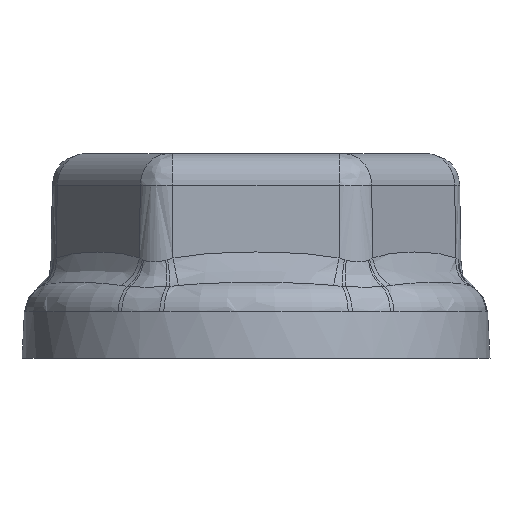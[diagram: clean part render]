
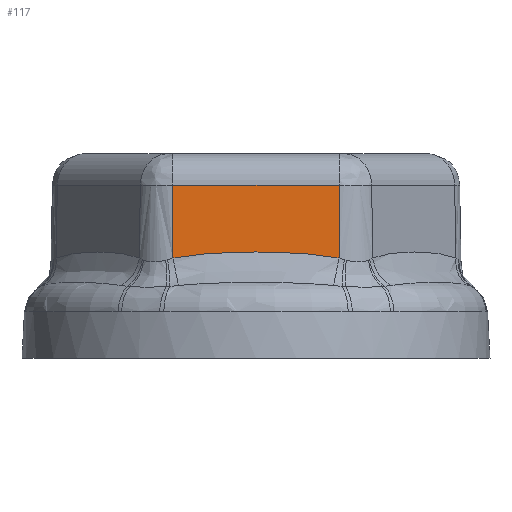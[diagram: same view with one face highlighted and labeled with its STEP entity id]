
A CAD part, left-side view. The second image highlights one B-rep face of the part: STEP entity #117.
In plain terms, the highlighted planar face has unit normal (-1, 0, 0.018).
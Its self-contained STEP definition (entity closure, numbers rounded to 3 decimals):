
#117 = ADVANCED_FACE( '', ( #292 ), #293, .T. );
#292 = FACE_OUTER_BOUND( '', #1722, .T. );
#293 = PLANE( '', #1723 );
#1722 = EDGE_LOOP( '', ( #5408, #5409, #5410, #5411 ) );
#1723 = AXIS2_PLACEMENT_3D( '', #5412, #5413, #5414 );
#5408 = ORIENTED_EDGE( '', *, *, #6007, .T. );
#5409 = ORIENTED_EDGE( '', *, *, #6008, .T. );
#5410 = ORIENTED_EDGE( '', *, *, #5896, .F. );
#5411 = ORIENTED_EDGE( '', *, *, #6009, .T. );
#5412 = CARTESIAN_POINT( '', ( -11.5, -5.196, 2.8 ) );
#5413 = DIRECTION( '', ( -1., 0., 0.017 ) );
#5414 = DIRECTION( '', ( 0.017, 0., 1. ) );
#5896 = EDGE_CURVE( '', #6207, #6209, #6210, .T. );
#6007 = EDGE_CURVE( '', #6388, #6389, #6390, .T. );
#6008 = EDGE_CURVE( '', #6389, #6209, #6391, .T. );
#6009 = EDGE_CURVE( '', #6207, #6388, #6392, .T. );
#6207 = VERTEX_POINT( '', #6711 );
#6209 = VERTEX_POINT( '', #6753 );
#6210 = LINE( '', #6754, #6755 );
#6388 = VERTEX_POINT( '', #7261 );
#6389 = VERTEX_POINT( '', #7262 );
#6390 = LINE( '', #7263, #7264 );
#6391 = B_SPLINE_CURVE_WITH_KNOTS( '', 3, ( #7265, #7266, #7267, #7268, #7269, #7270, #7271, #7272, #7273, #7274, #7275, #7276, #7277, #7278, #7279, #7280, #7281, #7282, #7283, #7284, #7285, #7286, #7287, #7288, #7289, #7290, #7291, #7292, #7293 ), .UNSPECIFIED., .F., .F., ( 4, 2, 2, 2, 1, 1, 1, 1, 2, 2, 2, 1, 1, 1, 2, 2, 2, 4 ), ( 0.001, 0.001, 0.002, 0.003, 0.003, 0.004, 0.005, 0.005, 0.006, 0.006, 0.007, 0.007, 0.008, 0.008, 0.009, 0.01, 0.01, 0.011 ), .UNSPECIFIED. );
#6392 = LINE( '', #7294, #7295 );
#6711 = CARTESIAN_POINT( '', ( -11.36, -5.196, 10.835 ) );
#6753 = CARTESIAN_POINT( '', ( -11.439, -5.196, 6.279 ) );
#6754 = CARTESIAN_POINT( '', ( -11.5, -5.196, 2.8 ) );
#6755 = VECTOR( '', #8856, 1000. );
#7261 = CARTESIAN_POINT( '', ( -11.36, 5.196, 10.835 ) );
#7262 = CARTESIAN_POINT( '', ( -11.439, 5.196, 6.279 ) );
#7263 = CARTESIAN_POINT( '', ( -11.5, 5.196, 2.8 ) );
#7264 = VECTOR( '', #9058, 1000. );
#7265 = CARTESIAN_POINT( '', ( -11.439, 5.196, 6.279 ) );
#7266 = CARTESIAN_POINT( '', ( -11.439, 4.982, 6.321 ) );
#7267 = CARTESIAN_POINT( '', ( -11.438, 4.767, 6.358 ) );
#7268 = CARTESIAN_POINT( '', ( -11.437, 4.337, 6.423 ) );
#7269 = CARTESIAN_POINT( '', ( -11.436, 4.122, 6.451 ) );
#7270 = CARTESIAN_POINT( '', ( -11.435, 3.69, 6.5 ) );
#7271 = CARTESIAN_POINT( '', ( -11.435, 3.474, 6.521 ) );
#7272 = CARTESIAN_POINT( '', ( -11.434, 3.042, 6.557 ) );
#7273 = CARTESIAN_POINT( '', ( -11.434, 2.609, 6.587 ) );
#7274 = CARTESIAN_POINT( '', ( -11.433, 1.958, 6.619 ) );
#7275 = CARTESIAN_POINT( '', ( -11.433, 1.306, 6.64 ) );
#7276 = CARTESIAN_POINT( '', ( -11.433, 0.654, 6.652 ) );
#7277 = CARTESIAN_POINT( '', ( -11.433, 0.219, 6.654 ) );
#7278 = CARTESIAN_POINT( '', ( -11.433, -0.108, 6.654 ) );
#7279 = CARTESIAN_POINT( '', ( -11.433, -0.217, 6.654 ) );
#7280 = CARTESIAN_POINT( '', ( -11.433, -0.435, 6.653 ) );
#7281 = CARTESIAN_POINT( '', ( -11.433, -0.544, 6.652 ) );
#7282 = CARTESIAN_POINT( '', ( -11.433, -0.87, 6.648 ) );
#7283 = CARTESIAN_POINT( '', ( -11.433, -1.306, 6.64 ) );
#7284 = CARTESIAN_POINT( '', ( -11.433, -1.958, 6.619 ) );
#7285 = CARTESIAN_POINT( '', ( -11.434, -2.609, 6.587 ) );
#7286 = CARTESIAN_POINT( '', ( -11.434, -3.042, 6.557 ) );
#7287 = CARTESIAN_POINT( '', ( -11.435, -3.475, 6.521 ) );
#7288 = CARTESIAN_POINT( '', ( -11.435, -3.691, 6.5 ) );
#7289 = CARTESIAN_POINT( '', ( -11.436, -4.122, 6.451 ) );
#7290 = CARTESIAN_POINT( '', ( -11.437, -4.338, 6.423 ) );
#7291 = CARTESIAN_POINT( '', ( -11.438, -4.768, 6.358 ) );
#7292 = CARTESIAN_POINT( '', ( -11.439, -4.982, 6.321 ) );
#7293 = CARTESIAN_POINT( '', ( -11.439, -5.196, 6.279 ) );
#7294 = CARTESIAN_POINT( '', ( -11.36, -5.196, 10.835 ) );
#7295 = VECTOR( '', #9059, 1000. );
#8856 = DIRECTION( '', ( -0.017, 0., -1. ) );
#9058 = DIRECTION( '', ( -0.017, 0., -1. ) );
#9059 = DIRECTION( '', ( 0., 1., 0. ) );
